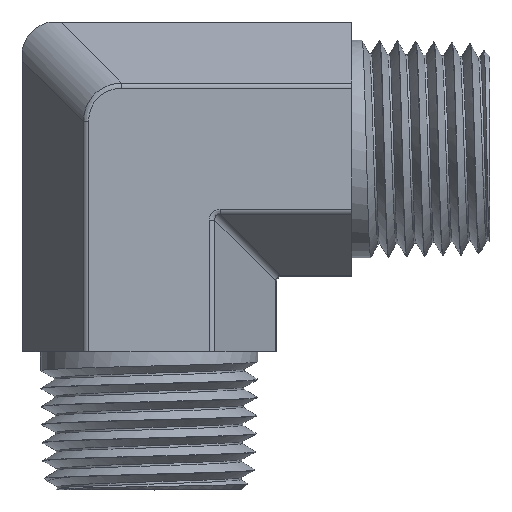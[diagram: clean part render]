
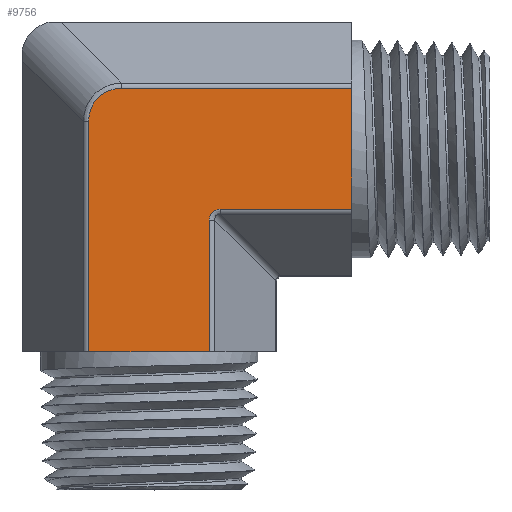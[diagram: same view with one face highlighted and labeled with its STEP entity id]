
A CAD part, top view. The second image highlights one B-rep face of the part: STEP entity #9756.
In plain terms, the highlighted planar face has unit normal (0, 0, 1).
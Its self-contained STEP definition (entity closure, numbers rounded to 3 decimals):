
#176=DIRECTION('',(0.,-1.,0.));
#177=VECTOR('',#176,9.526);
#178=CARTESIAN_POINT('',(16.,4.763,8.75));
#179=LINE('',#178,#177);
#413=DIRECTION('',(0.,1.,0.));
#414=VECTOR('',#413,18.165);
#415=CARTESIAN_POINT('',(-4.763,-16.,8.75));
#416=LINE('',#415,#414);
#420=CARTESIAN_POINT('',(-2.165,4.763,8.75));
#421=CARTESIAN_POINT('',(-2.231,4.763,8.75));
#422=CARTESIAN_POINT('',(-2.36,4.759,8.75));
#423=CARTESIAN_POINT('',(-2.548,4.742,8.75));
#424=CARTESIAN_POINT('',(-2.73,4.713,8.75));
#425=CARTESIAN_POINT('',(-2.904,4.675,8.75));
#426=CARTESIAN_POINT('',(-3.072,4.626,8.75));
#427=CARTESIAN_POINT('',(-3.232,4.568,8.75));
#428=CARTESIAN_POINT('',(-3.385,4.5,8.75));
#429=CARTESIAN_POINT('',(-3.531,4.424,8.75));
#430=CARTESIAN_POINT('',(-3.67,4.34,8.75));
#431=CARTESIAN_POINT('',(-3.8,4.247,8.75));
#432=CARTESIAN_POINT('',(-3.923,4.147,8.75));
#433=CARTESIAN_POINT('',(-4.039,4.039,8.75));
#434=CARTESIAN_POINT('',(-4.147,3.923,8.75));
#435=CARTESIAN_POINT('',(-4.247,3.8,8.75));
#436=CARTESIAN_POINT('',(-4.34,3.67,8.75));
#437=CARTESIAN_POINT('',(-4.424,3.531,8.75));
#438=CARTESIAN_POINT('',(-4.5,3.385,8.75));
#439=CARTESIAN_POINT('',(-4.568,3.232,8.75));
#440=CARTESIAN_POINT('',(-4.626,3.072,8.75));
#441=CARTESIAN_POINT('',(-4.675,2.904,8.75));
#442=CARTESIAN_POINT('',(-4.713,2.73,8.75));
#443=CARTESIAN_POINT('',(-4.742,2.548,8.75));
#444=CARTESIAN_POINT('',(-4.759,2.36,8.75));
#445=CARTESIAN_POINT('',(-4.763,2.231,8.75));
#446=CARTESIAN_POINT('',(-4.763,2.165,8.75));
#451=DIRECTION('',(1.,0.,0.));
#452=VECTOR('',#451,18.165);
#453=CARTESIAN_POINT('',(-2.165,4.763,8.75));
#454=LINE('',#453,#452);
#458=DIRECTION('',(-1.,0.,0.));
#459=VECTOR('',#458,10.371);
#460=CARTESIAN_POINT('',(16.,-4.763,8.75));
#461=LINE('',#460,#459);
#465=CARTESIAN_POINT('',(4.763,-5.629,8.75));
#466=CARTESIAN_POINT('',(4.763,-5.602,8.75));
#467=CARTESIAN_POINT('',(4.765,-5.548,8.75));
#468=CARTESIAN_POINT('',(4.774,-5.469,8.75));
#469=CARTESIAN_POINT('',(4.789,-5.394,8.75));
#470=CARTESIAN_POINT('',(4.809,-5.324,8.75));
#471=CARTESIAN_POINT('',(4.834,-5.259,8.75));
#472=CARTESIAN_POINT('',(4.862,-5.199,8.75));
#473=CARTESIAN_POINT('',(4.894,-5.144,8.75));
#474=CARTESIAN_POINT('',(4.928,-5.094,8.75));
#475=CARTESIAN_POINT('',(4.965,-5.047,8.75));
#476=CARTESIAN_POINT('',(5.005,-5.004,8.75));
#477=CARTESIAN_POINT('',(5.047,-4.965,8.75));
#478=CARTESIAN_POINT('',(5.094,-4.928,8.75));
#479=CARTESIAN_POINT('',(5.144,-4.893,8.75));
#480=CARTESIAN_POINT('',(5.199,-4.862,8.75));
#481=CARTESIAN_POINT('',(5.259,-4.834,8.75));
#482=CARTESIAN_POINT('',(5.325,-4.809,8.75));
#483=CARTESIAN_POINT('',(5.395,-4.789,8.75));
#484=CARTESIAN_POINT('',(5.469,-4.774,8.75));
#485=CARTESIAN_POINT('',(5.548,-4.765,8.75));
#486=CARTESIAN_POINT('',(5.602,-4.763,8.75));
#487=CARTESIAN_POINT('',(5.629,-4.763,8.75));
#492=DIRECTION('',(0.,1.,0.));
#493=VECTOR('',#492,10.371);
#494=CARTESIAN_POINT('',(4.763,-16.,8.75));
#495=LINE('',#494,#493);
#697=DIRECTION('',(-1.,0.,0.));
#698=VECTOR('',#697,9.526);
#699=CARTESIAN_POINT('',(4.763,-16.,8.75));
#700=LINE('',#699,#698);
#9224=CARTESIAN_POINT('',(4.763,-16.,8.75));
#9225=CARTESIAN_POINT('',(4.763,-5.629,8.75));
#9226=VERTEX_POINT('',#9224);
#9227=VERTEX_POINT('',#9225);
#9230=CARTESIAN_POINT('',(16.,-4.763,8.75));
#9231=CARTESIAN_POINT('',(5.629,-4.763,8.75));
#9232=VERTEX_POINT('',#9230);
#9233=VERTEX_POINT('',#9231);
#9263=CARTESIAN_POINT('',(-4.763,-16.,8.75));
#9264=CARTESIAN_POINT('',(-4.763,2.165,8.75));
#9265=VERTEX_POINT('',#9263);
#9266=VERTEX_POINT('',#9264);
#9279=CARTESIAN_POINT('',(-2.165,4.763,8.75));
#9280=CARTESIAN_POINT('',(16.,4.763,8.75));
#9281=VERTEX_POINT('',#9279);
#9282=VERTEX_POINT('',#9280);
#9735=CARTESIAN_POINT('',(0.,5.052,8.75));
#9736=DIRECTION('',(0.,0.,1.));
#9737=DIRECTION('',(0.,-1.,0.));
#9738=AXIS2_PLACEMENT_3D('',#9735,#9736,#9737);
#9739=PLANE('',#9738);
#9740=ORIENTED_EDGE('',*,*,#9725,.T.);
#9742=ORIENTED_EDGE('',*,*,#9741,.F.);
#9744=ORIENTED_EDGE('',*,*,#9743,.T.);
#9745=ORIENTED_EDGE('',*,*,#9437,.T.);
#9747=ORIENTED_EDGE('',*,*,#9746,.T.);
#9749=ORIENTED_EDGE('',*,*,#9748,.F.);
#9751=ORIENTED_EDGE('',*,*,#9750,.F.);
#9753=ORIENTED_EDGE('',*,*,#9752,.T.);
#9754=EDGE_LOOP('',(#9740,#9742,#9744,#9745,#9747,#9749,#9751,#9753));
#9755=FACE_OUTER_BOUND('',#9754,.F.);
#447=B_SPLINE_CURVE_WITH_KNOTS('',3,(#420,#421,#422,#423,#424,#425,#426,#427,
#428,#429,#430,#431,#432,#433,#434,#435,#436,#437,#438,#439,#440,#441,#442,#443,
#444,#445,#446),.UNSPECIFIED.,.F.,.F.,(4,1,1,1,1,1,1,1,1,1,1,1,1,1,1,1,1,1,1,1,
1,1,1,1,4),(0.,0.042,0.083,0.125,0.167,
0.208,0.25,0.292,0.333,0.375,
0.417,0.458,0.5,0.542,0.583,
0.625,0.667,0.708,0.75,0.792,
0.833,0.875,0.917,0.958,1.),
.UNSPECIFIED.);
#488=B_SPLINE_CURVE_WITH_KNOTS('',3,(#465,#466,#467,#468,#469,#470,#471,#472,
#473,#474,#475,#476,#477,#478,#479,#480,#481,#482,#483,#484,#485,#486,#487),
.UNSPECIFIED.,.F.,.F.,(4,1,1,1,1,1,1,1,1,1,1,1,1,1,1,1,1,1,1,1,4),(0.,0.05,
0.1,0.15,0.2,0.25,0.3,0.35,0.4,0.45,0.5,0.55,0.6,0.65,
0.7,0.75,0.8,0.85,0.9,0.95,1.),.UNSPECIFIED.);
#9437=EDGE_CURVE('',#9282,#9232,#179,.T.);
#9725=EDGE_CURVE('',#9265,#9266,#416,.T.);
#9741=EDGE_CURVE('',#9281,#9266,#447,.T.);
#9743=EDGE_CURVE('',#9281,#9282,#454,.T.);
#9746=EDGE_CURVE('',#9232,#9233,#461,.T.);
#9748=EDGE_CURVE('',#9227,#9233,#488,.T.);
#9750=EDGE_CURVE('',#9226,#9227,#495,.T.);
#9752=EDGE_CURVE('',#9226,#9265,#700,.T.);
#9756=ADVANCED_FACE('',(#9755),#9739,.T.);
